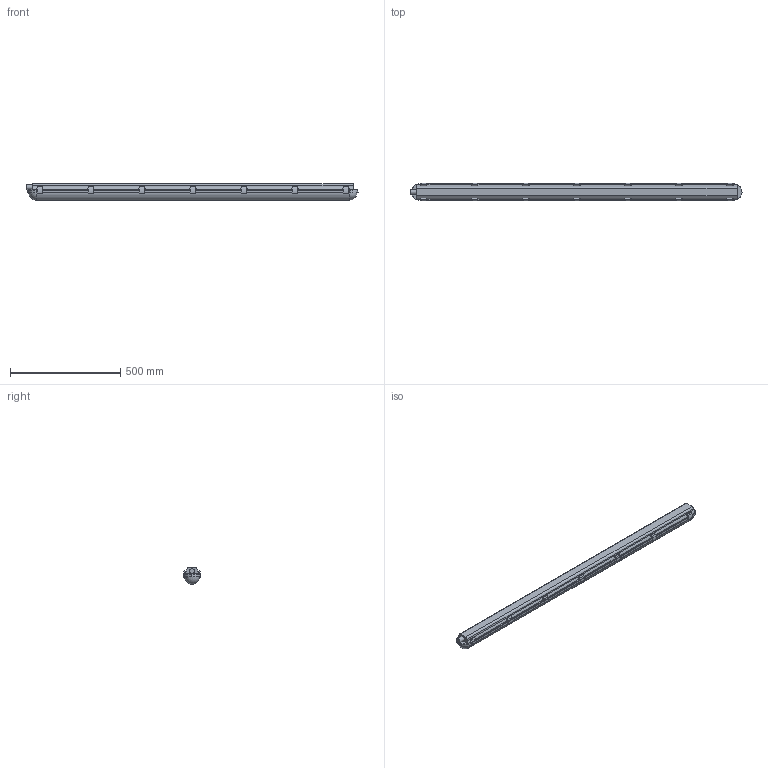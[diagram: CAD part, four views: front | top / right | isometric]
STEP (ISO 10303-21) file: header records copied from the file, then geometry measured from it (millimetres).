
FILE_DESCRIPTION (( 'STEP AP214' ), '1' );
FILE_NAME ('DP_Gen2_1500.STEP', '2022-06-15T12:39:09', ( '' ), ( '' ), 'SwSTEP 2.0', 'SolidWorks 2020', '' );
FILE_SCHEMA (( 'AUTOMOTIVE_DESIGN' ));
Length unit declared in the file: millimetre
Products named in the file (1): DP_Gen2_1500
Bounding box: 1506.5 x 80.81 x 74.5 mm (x, y, z)
Volume: 6239160.2 mm3; surface area: 642099.4 mm2
Topology: 16 solids, 16 shells, 267 faces, 686 edges, 452 vertices
Faces by surface type: plane 185, cylinder 68, cone 8, torus 4, sphere 2
Full cylindrical faces by diameter (mm): 22 x1
Entity records: 8282 total; most frequent: CARTESIAN_POINT 1448, DIRECTION 1400, ORIENTED_EDGE 1362, EDGE_CURVE 681, VECTOR 496, LINE 496, AXIS2_PLACEMENT_3D 452, VERTEX_POINT 451
